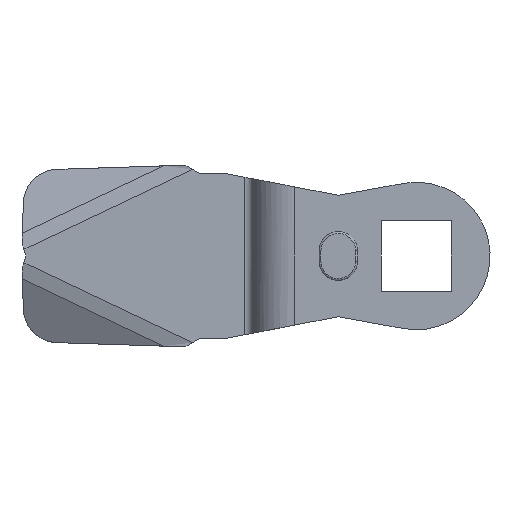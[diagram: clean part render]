
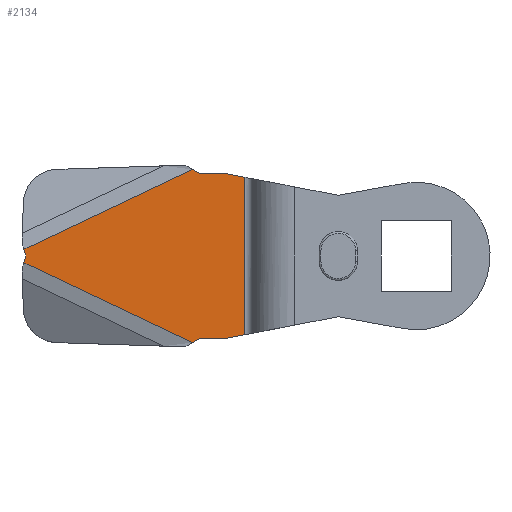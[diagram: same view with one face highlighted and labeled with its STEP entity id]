
A CAD part, front view. The second image highlights one B-rep face of the part: STEP entity #2134.
In plain terms, the highlighted free-form (B-spline) face has degree [1, 1] with [2, 2] control points.
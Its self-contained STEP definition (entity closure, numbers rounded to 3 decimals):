
#180=CARTESIAN_POINT('',(-19.802,-4.,9.077));
#181=VERTEX_POINT('',#180);
#197=CARTESIAN_POINT('',(-19.802,-4.,-9.077));
#198=VERTEX_POINT('',#197);
#199=CARTESIAN_POINT('',(-19.802,-4.,-9.077));
#200=CARTESIAN_POINT('',(-19.802,-4.,9.077));
#201=QUASI_UNIFORM_CURVE('',1,(#199,#200),.UNSPECIFIED.,.F.,.U.);
#202=EDGE_CURVE('',#198,#181,#201,.T.);
#1153=CARTESIAN_POINT('',(-45.23,-4.,0.774));
#1154=VERTEX_POINT('',#1153);
#1168=CARTESIAN_POINT('',(-25.839,-4.,9.985));
#1169=VERTEX_POINT('',#1168);
#1170=CARTESIAN_POINT('',(-25.839,-4.,9.985));
#1171=CARTESIAN_POINT('',(-45.23,-4.,0.774));
#1172=QUASI_UNIFORM_CURVE('',1,(#1170,#1171),.UNSPECIFIED.,.F.,.U.);
#1173=EDGE_CURVE('',#1169,#1154,#1172,.T.);
#1244=CARTESIAN_POINT('',(-25.839,-4.,-9.985));
#1245=VERTEX_POINT('',#1244);
#1259=CARTESIAN_POINT('',(-45.23,-4.,-0.774));
#1260=VERTEX_POINT('',#1259);
#1261=CARTESIAN_POINT('',(-45.23,-4.,-0.774));
#1262=CARTESIAN_POINT('',(-25.839,-4.,-9.985));
#1263=QUASI_UNIFORM_CURVE('',1,(#1261,#1262),.UNSPECIFIED.,.F.,.U.);
#1264=EDGE_CURVE('',#1260,#1245,#1263,.T.);
#1287=CARTESIAN_POINT('',(-45.,-4.,0.));
#1288=VERTEX_POINT('',#1287);
#1289=CARTESIAN_POINT('',(-45.23,-4.,0.774));
#1290=CARTESIAN_POINT('',(-45.,-4.,0.));
#1291=QUASI_UNIFORM_CURVE('',1,(#1289,#1290),.UNSPECIFIED.,.F.,.U.);
#1292=EDGE_CURVE('',#1154,#1288,#1291,.T.);
#1337=CARTESIAN_POINT('',(-45.,-4.,0.));
#1338=CARTESIAN_POINT('',(-45.23,-4.,-0.774));
#1339=QUASI_UNIFORM_CURVE('',1,(#1337,#1338),.UNSPECIFIED.,.F.,.U.);
#1340=EDGE_CURVE('',#1288,#1260,#1339,.T.);
#1782=CARTESIAN_POINT('',(-25.,-4.,9.5));
#1783=VERTEX_POINT('',#1782);
#1784=CARTESIAN_POINT('',(-25.839,-4.,9.985));
#1785=CARTESIAN_POINT('',(-25.,-4.,9.5));
#1786=QUASI_UNIFORM_CURVE('',1,(#1784,#1785),.UNSPECIFIED.,.F.,.U.);
#1787=EDGE_CURVE('',#1169,#1783,#1786,.T.);
#1832=CARTESIAN_POINT('',(-25.,-4.,-9.5));
#1833=VERTEX_POINT('',#1832);
#1834=CARTESIAN_POINT('',(-25.,-4.,-9.5));
#1835=CARTESIAN_POINT('',(-25.839,-4.,-9.985));
#1836=QUASI_UNIFORM_CURVE('',1,(#1834,#1835),.UNSPECIFIED.,.F.,.U.);
#1837=EDGE_CURVE('',#1833,#1245,#1836,.T.);
#1966=CARTESIAN_POINT('',(-22.,-4.,-9.5));
#1967=VERTEX_POINT('',#1966);
#1968=CARTESIAN_POINT('',(-19.802,-4.,-9.077));
#1969=CARTESIAN_POINT('',(-22.,-4.,-9.5));
#1970=QUASI_UNIFORM_CURVE('',1,(#1968,#1969),.UNSPECIFIED.,.F.,.U.);
#1971=EDGE_CURVE('',#198,#1967,#1970,.T.);
#2029=CARTESIAN_POINT('',(-22.,-4.,9.5));
#2030=VERTEX_POINT('',#2029);
#2036=CARTESIAN_POINT('',(-22.,-4.,9.5));
#2037=CARTESIAN_POINT('',(-19.802,-4.,9.077));
#2038=QUASI_UNIFORM_CURVE('',1,(#2036,#2037),.UNSPECIFIED.,.F.,.U.);
#2039=EDGE_CURVE('',#2030,#181,#2038,.T.);
#2056=CARTESIAN_POINT('',(-22.,-4.,-9.5));
#2057=CARTESIAN_POINT('',(-25.,-4.,-9.5));
#2058=QUASI_UNIFORM_CURVE('',1,(#2056,#2057),.UNSPECIFIED.,.F.,.U.);
#2059=EDGE_CURVE('',#1967,#1833,#2058,.T.);
#2070=CARTESIAN_POINT('',(-25.,-4.,9.5));
#2071=CARTESIAN_POINT('',(-22.,-4.,9.5));
#2072=QUASI_UNIFORM_CURVE('',1,(#2070,#2071),.UNSPECIFIED.,.F.,.U.);
#2073=EDGE_CURVE('',#1783,#2030,#2072,.T.);
#2116=CARTESIAN_POINT('',(-46.5,-4.,-10.982));
#2117=CARTESIAN_POINT('',(-18.532,-4.,-10.982));
#2118=CARTESIAN_POINT('',(-46.5,-4.,10.982));
#2119=CARTESIAN_POINT('',(-18.532,-4.,10.982));
#2120=B_SPLINE_SURFACE_WITH_KNOTS('',1,1,((#2116,#2118),(#2117,#2119)),.UNSPECIFIED.,.F.,.F.,.U.,(2,2),(2,2),(0.0,27.969),(0.0,21.964),.UNSPECIFIED.);
#2121=ORIENTED_EDGE('',*,*,#1971,.F.);
#2122=ORIENTED_EDGE('',*,*,#202,.T.);
#2123=ORIENTED_EDGE('',*,*,#2039,.F.);
#2124=ORIENTED_EDGE('',*,*,#2073,.F.);
#2125=ORIENTED_EDGE('',*,*,#1787,.F.);
#2126=ORIENTED_EDGE('',*,*,#1173,.T.);
#2127=ORIENTED_EDGE('',*,*,#1292,.T.);
#2128=ORIENTED_EDGE('',*,*,#1340,.T.);
#2129=ORIENTED_EDGE('',*,*,#1264,.T.);
#2130=ORIENTED_EDGE('',*,*,#1837,.F.);
#2131=ORIENTED_EDGE('',*,*,#2059,.F.);
#2132=EDGE_LOOP('',(#2121,#2122,#2123,#2124,#2125,#2126,#2127,#2128,#2129,#2130,#2131));
#2133=FACE_OUTER_BOUND('',#2132,.T.);
#2134=ADVANCED_FACE('',(#2133),#2120,.T.);
